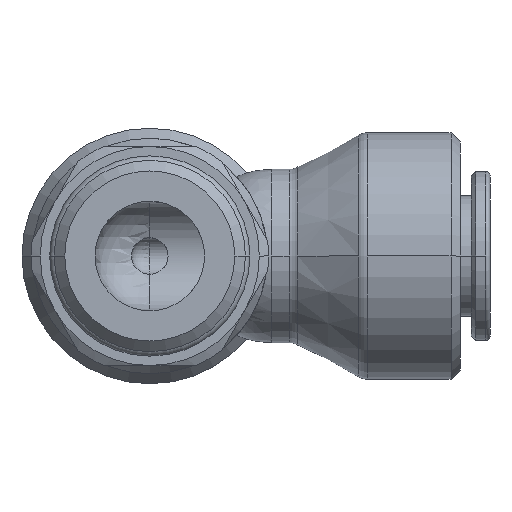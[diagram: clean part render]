
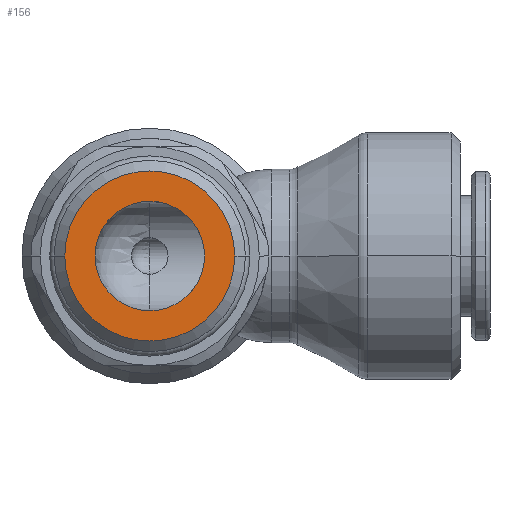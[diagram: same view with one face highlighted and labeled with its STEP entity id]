
A CAD part, front view. The second image highlights one B-rep face of the part: STEP entity #156.
In plain terms, the highlighted planar face has unit normal (0, -1, 0).
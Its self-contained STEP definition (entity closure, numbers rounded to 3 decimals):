
#156=ADVANCED_FACE('',(#434,#435),#436,.T.);
#434=FACE_BOUND('',#765,.T.);
#435=FACE_OUTER_BOUND('',#766,.T.);
#436=PLANE('',#767);
#765=EDGE_LOOP('',(#1731,#1732));
#766=EDGE_LOOP('',(#1733,#1734));
#767=AXIS2_PLACEMENT_3D('',#1735,#1736,#1737);
#1731=ORIENTED_EDGE('',*,*,#2390,.T.);
#1732=ORIENTED_EDGE('',*,*,#2366,.T.);
#1733=ORIENTED_EDGE('',*,*,#2259,.F.);
#1734=ORIENTED_EDGE('',*,*,#2448,.F.);
#1735=CARTESIAN_POINT('',(4.658,-13.7,0.0));
#1736=DIRECTION('',(-0.0,-1.0,-0.0));
#1737=DIRECTION('',(-1.0,0.0,0.0));
#2259=EDGE_CURVE('',#2751,#2753,#2754,.T.);
#2366=EDGE_CURVE('',#2945,#2951,#2953,.T.);
#2390=EDGE_CURVE('',#2951,#2945,#2990,.T.);
#2448=EDGE_CURVE('',#2753,#2751,#3061,.T.);
#2751=VERTEX_POINT('',#3594);
#2753=VERTEX_POINT('',#3597);
#2754=CIRCLE('',#3598,9.316);
#2945=VERTEX_POINT('',#3839);
#2951=VERTEX_POINT('',#3846);
#2953=CIRCLE('',#3849,6.0);
#2990=CIRCLE('',#3968,6.0);
#3061=CIRCLE('',#4099,9.316);
#3594=CARTESIAN_POINT('',(9.316,-13.7,0.0));
#3597=CARTESIAN_POINT('',(-9.316,-13.7,0.));
#3598=AXIS2_PLACEMENT_3D('',#4703,#4704,#4705);
#3839=CARTESIAN_POINT('',(6.0,-13.7,0.));
#3846=CARTESIAN_POINT('',(-6.0,-13.7,0.));
#3849=AXIS2_PLACEMENT_3D('',#4955,#4956,#4957);
#3968=AXIS2_PLACEMENT_3D('',#5009,#5010,#5011);
#4099=AXIS2_PLACEMENT_3D('',#5155,#5156,#5157);
#4703=CARTESIAN_POINT('',(0.0,-13.7,0.0));
#4704=DIRECTION('',(-0.0,1.0,0.0));
#4705=DIRECTION('',(1.0,0.0,0.0));
#4955=CARTESIAN_POINT('',(0.0,-13.7,0.0));
#4956=DIRECTION('',(-0.0,1.0,0.0));
#4957=DIRECTION('',(1.0,0.0,0.0));
#5009=CARTESIAN_POINT('',(0.0,-13.7,0.0));
#5010=DIRECTION('',(-0.0,1.0,0.0));
#5011=DIRECTION('',(1.0,0.0,0.0));
#5155=CARTESIAN_POINT('',(0.0,-13.7,0.0));
#5156=DIRECTION('',(-0.0,1.0,0.0));
#5157=DIRECTION('',(1.0,0.0,0.0));
